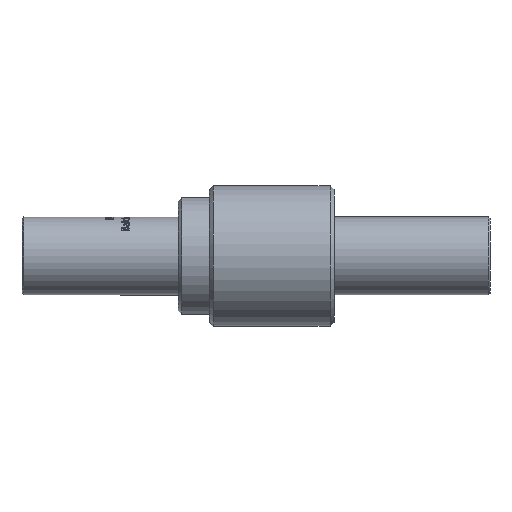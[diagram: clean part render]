
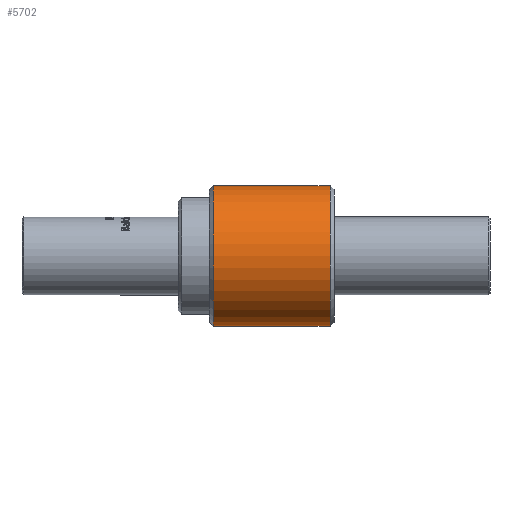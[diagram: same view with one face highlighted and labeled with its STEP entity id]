
A CAD part, front view. The second image highlights one B-rep face of the part: STEP entity #5702.
In plain terms, the highlighted cylindrical face has radius 18 mm (diameter 36 mm), a full revolution.
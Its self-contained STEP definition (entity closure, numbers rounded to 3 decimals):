
#250 = DIRECTION ( 'NONE',  ( 0., -0.939, 0.344 ) ) ;
#1029 = CARTESIAN_POINT ( 'NONE',  ( 6.257, -0.977, -1.28 ) ) ;
#1068 = AXIS2_PLACEMENT_3D ( 'NONE', #3497, #3648, #9145 ) ;
#1757 = AXIS2_PLACEMENT_3D ( 'NONE', #1899, #8931, #250 ) ;
#1899 = CARTESIAN_POINT ( 'NONE',  ( 36.257, -0.977, -1.28 ) ) ;
#2258 = CIRCLE ( 'NONE', #1757, 18. ) ;
#2734 = AXIS2_PLACEMENT_3D ( 'NONE', #1029, #7391, #4268 ) ;
#3458 = ORIENTED_EDGE ( 'NONE', *, *, #3759, .T. ) ;
#3497 = CARTESIAN_POINT ( 'NONE',  ( 37.257, -0.977, -1.28 ) ) ;
#3648 = DIRECTION ( 'NONE',  ( 1., 0., 0. ) ) ;
#3759 = EDGE_CURVE ( 'NONE', #8988, #8988, #6722, .T. ) ;
#4268 = DIRECTION ( 'NONE',  ( 0., -0.939, 0.344 ) ) ;
#4633 = EDGE_LOOP ( 'NONE', ( #9345 ) ) ;
#5145 = FACE_OUTER_BOUND ( 'NONE', #4633, .T. ) ;
#5702 = ADVANCED_FACE ( 'NONE', ( #5145, #9045 ), #5931, .T. ) ;
#5931 = CYLINDRICAL_SURFACE ( 'NONE', #1068, 18. ) ;
#6722 = CIRCLE ( 'NONE', #2734, 18. ) ;
#7391 = DIRECTION ( 'NONE',  ( 1., 0., 0. ) ) ;
#7747 = VERTEX_POINT ( 'NONE', #8572 ) ;
#8156 = EDGE_CURVE ( 'NONE', #7747, #7747, #2258, .T. ) ;
#8167 = CARTESIAN_POINT ( 'NONE',  ( 6.257, -17.878, 4.915 ) ) ;
#8572 = CARTESIAN_POINT ( 'NONE',  ( 36.257, -17.878, 4.915 ) ) ;
#8931 = DIRECTION ( 'NONE',  ( 1., 0., 0. ) ) ;
#8988 = VERTEX_POINT ( 'NONE', #8167 ) ;
#9045 = FACE_OUTER_BOUND ( 'NONE', #10039, .T. ) ;
#9145 = DIRECTION ( 'NONE',  ( 0., -0.939, 0.344 ) ) ;
#9345 = ORIENTED_EDGE ( 'NONE', *, *, #8156, .F. ) ;
#10039 = EDGE_LOOP ( 'NONE', ( #3458 ) ) ;
